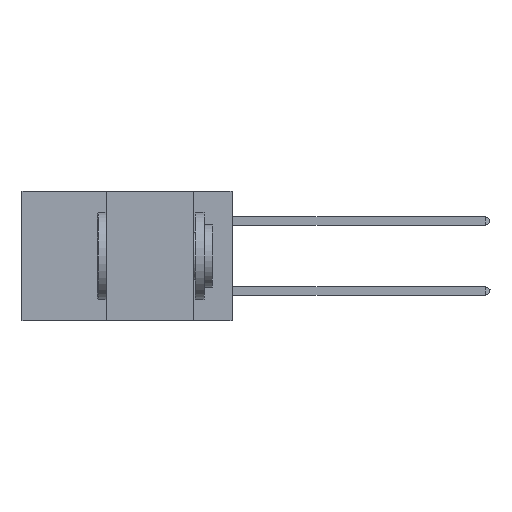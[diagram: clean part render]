
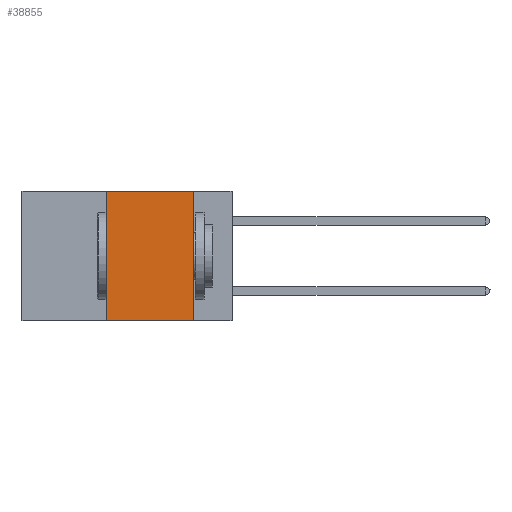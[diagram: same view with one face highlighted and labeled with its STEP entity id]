
A CAD part, left-side view. The second image highlights one B-rep face of the part: STEP entity #38855.
In plain terms, the highlighted planar face has unit normal (-1, 0, 0).
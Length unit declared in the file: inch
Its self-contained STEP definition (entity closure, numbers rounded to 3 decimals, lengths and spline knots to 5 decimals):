
#229 = LINE ( 'NONE', #25525, #40155 ) ;
#641 = DIRECTION ( 'NONE',  ( 0., 0., -1. ) ) ;
#3528 = PLANE ( 'NONE',  #30397 ) ;
#4623 = EDGE_CURVE ( 'NONE', #10686, #16306, #14600, .T. ) ;
#6765 = DIRECTION ( 'NONE',  ( 1., 0., 0. ) ) ;
#8246 = VERTEX_POINT ( 'NONE', #28109 ) ;
#10258 = CARTESIAN_POINT ( 'NONE',  ( 0., 0.11, 0. ) ) ;
#10686 = VERTEX_POINT ( 'NONE', #21919 ) ;
#11919 = DIRECTION ( 'NONE',  ( 0., -1., 0. ) ) ;
#13996 = FACE_OUTER_BOUND ( 'NONE', #39485, .T. ) ;
#14600 = LINE ( 'NONE', #14916, #19919 ) ;
#14916 = CARTESIAN_POINT ( 'NONE',  ( 0., 0.6, -0.37 ) ) ;
#15376 = EDGE_CURVE ( 'NONE', #36525, #16306, #31891, .T. ) ;
#15385 = EDGE_CURVE ( 'NONE', #10686, #8246, #229, .T. ) ;
#16306 = VERTEX_POINT ( 'NONE', #24193 ) ;
#16775 = VECTOR ( 'NONE', #38421, 39.37008 ) ;
#16987 = ORIENTED_EDGE ( 'NONE', *, *, #15385, .F. ) ;
#18188 = EDGE_CURVE ( 'NONE', #8246, #36525, #27706, .T. ) ;
#19919 = VECTOR ( 'NONE', #21132, 39.37008 ) ;
#20134 = ORIENTED_EDGE ( 'NONE', *, *, #18188, .F. ) ;
#21132 = DIRECTION ( 'NONE',  ( 0., -1., 0. ) ) ;
#21338 = VECTOR ( 'NONE', #11919, 39.37008 ) ;
#21919 = CARTESIAN_POINT ( 'NONE',  ( 0., 0.36, -0.37 ) ) ;
#22984 = CARTESIAN_POINT ( 'NONE',  ( 0., 0.11, 0. ) ) ;
#24193 = CARTESIAN_POINT ( 'NONE',  ( 0., 0.11, -0.37 ) ) ;
#25414 = CARTESIAN_POINT ( 'NONE',  ( 0., 0.6, 0. ) ) ;
#25525 = CARTESIAN_POINT ( 'NONE',  ( 0., 0.36, 0. ) ) ;
#27706 = LINE ( 'NONE', #30281, #21338 ) ;
#28109 = CARTESIAN_POINT ( 'NONE',  ( 0., 0.36, 0. ) ) ;
#29681 = DIRECTION ( 'NONE',  ( 0., 0., 1. ) ) ;
#30281 = CARTESIAN_POINT ( 'NONE',  ( 0., 0.6, 0. ) ) ;
#30397 = AXIS2_PLACEMENT_3D ( 'NONE', #25414, #6765, #641 ) ;
#31891 = LINE ( 'NONE', #10258, #16775 ) ;
#32747 = ORIENTED_EDGE ( 'NONE', *, *, #4623, .T. ) ;
#35702 = ORIENTED_EDGE ( 'NONE', *, *, #15376, .F. ) ;
#36525 = VERTEX_POINT ( 'NONE', #22984 ) ;
#38421 = DIRECTION ( 'NONE',  ( 0., 0., -1. ) ) ;
#38855 = ADVANCED_FACE ( 'NONE', ( #13996 ), #3528, .F. ) ;
#39485 = EDGE_LOOP ( 'NONE', ( #35702, #20134, #16987, #32747 ) ) ;
#40155 = VECTOR ( 'NONE', #29681, 39.37008 ) ;
